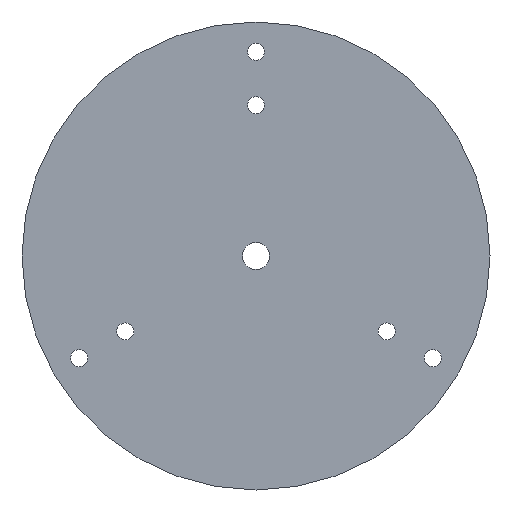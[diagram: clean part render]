
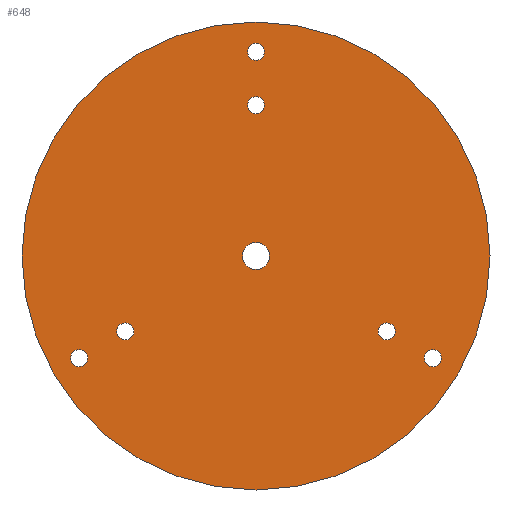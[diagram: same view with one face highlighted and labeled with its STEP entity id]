
A CAD part, front view. The second image highlights one B-rep face of the part: STEP entity #648.
In plain terms, the highlighted planar face has unit normal (0, -1, 0).
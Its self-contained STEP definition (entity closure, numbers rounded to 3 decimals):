
#12 = VERTEX_POINT ( 'NONE', #76 ) ;
#16 = CIRCLE ( 'NONE', #426, 68.75 ) ;
#23 = EDGE_CURVE ( 'NONE', #499, #540, #453, .T. ) ;
#24 = CARTESIAN_POINT ( 'NONE',  ( -51.962, 0., -30. ) ) ;
#26 = CARTESIAN_POINT ( 'NONE',  ( 38.382, 0., -19.66 ) ) ;
#27 = CARTESIAN_POINT ( 'NONE',  ( 0., 0., 0. ) ) ;
#30 = CARTESIAN_POINT ( 'NONE',  ( 0., 0., 60. ) ) ;
#43 = ORIENTED_EDGE ( 'NONE', *, *, #244, .T. ) ;
#47 = ORIENTED_EDGE ( 'NONE', *, *, #495, .T. ) ;
#52 = VERTEX_POINT ( 'NONE', #233 ) ;
#53 = DIRECTION ( 'NONE',  ( 0., 1., 0. ) ) ;
#59 = CIRCLE ( 'NONE', #652, 3.975 ) ;
#60 = VERTEX_POINT ( 'NONE', #89 ) ;
#69 = AXIS2_PLACEMENT_3D ( 'NONE', #678, #227, #98 ) ;
#71 = AXIS2_PLACEMENT_3D ( 'NONE', #24, #574, #79 ) ;
#72 = CARTESIAN_POINT ( 'NONE',  ( -51.962, 0., -30. ) ) ;
#76 = CARTESIAN_POINT ( 'NONE',  ( 0., 0., 3.975 ) ) ;
#77 = CARTESIAN_POINT ( 'NONE',  ( -38.382, 0., -22.16 ) ) ;
#79 = DIRECTION ( 'NONE',  ( 0., 0., 1. ) ) ;
#84 = AXIS2_PLACEMENT_3D ( 'NONE', #463, #350, #357 ) ;
#89 = CARTESIAN_POINT ( 'NONE',  ( 0., 0., 57.5 ) ) ;
#92 = DIRECTION ( 'NONE',  ( 0., 0., 1. ) ) ;
#95 = CARTESIAN_POINT ( 'NONE',  ( 0., 0., 0. ) ) ;
#98 = DIRECTION ( 'NONE',  ( 0., 0., 1. ) ) ;
#101 = AXIS2_PLACEMENT_3D ( 'NONE', #30, #133, #685 ) ;
#103 = EDGE_CURVE ( 'NONE', #52, #60, #605, .T. ) ;
#104 = DIRECTION ( 'NONE',  ( 0., 1., 0. ) ) ;
#107 = EDGE_CURVE ( 'NONE', #506, #393, #182, .T. ) ;
#112 = EDGE_LOOP ( 'NONE', ( #566, #316 ) ) ;
#127 = AXIS2_PLACEMENT_3D ( 'NONE', #243, #352, #92 ) ;
#133 = DIRECTION ( 'NONE',  ( 0., 1., 0. ) ) ;
#137 = ORIENTED_EDGE ( 'NONE', *, *, #667, .T. ) ;
#139 = CARTESIAN_POINT ( 'NONE',  ( 0., 0., 60. ) ) ;
#141 = CARTESIAN_POINT ( 'NONE',  ( 0., 0., -68.75 ) ) ;
#146 = CIRCLE ( 'NONE', #616, 2.5 ) ;
#149 = CIRCLE ( 'NONE', #71, 2.5 ) ;
#150 = CARTESIAN_POINT ( 'NONE',  ( 51.962, 0., -27.5 ) ) ;
#155 = DIRECTION ( 'NONE',  ( 0., 0., 1. ) ) ;
#159 = CARTESIAN_POINT ( 'NONE',  ( 0., 0., 0. ) ) ;
#170 = AXIS2_PLACEMENT_3D ( 'NONE', #293, #400, #346 ) ;
#174 = EDGE_CURVE ( 'NONE', #552, #443, #531, .T. ) ;
#176 = DIRECTION ( 'NONE',  ( 0., 1., 0. ) ) ;
#182 = CIRCLE ( 'NONE', #127, 2.5 ) ;
#187 = FACE_BOUND ( 'NONE', #484, .T. ) ;
#204 = ORIENTED_EDGE ( 'NONE', *, *, #698, .T. ) ;
#205 = VERTEX_POINT ( 'NONE', #141 ) ;
#208 = EDGE_CURVE ( 'NONE', #443, #552, #149, .T. ) ;
#213 = CIRCLE ( 'NONE', #299, 3.975 ) ;
#218 = AXIS2_PLACEMENT_3D ( 'NONE', #72, #415, #523 ) ;
#227 = DIRECTION ( 'NONE',  ( 0., 1., 0. ) ) ;
#229 = CIRCLE ( 'NONE', #368, 2.5 ) ;
#233 = CARTESIAN_POINT ( 'NONE',  ( 0., 0., 62.5 ) ) ;
#236 = DIRECTION ( 'NONE',  ( 0., 1., 0. ) ) ;
#240 = FACE_BOUND ( 'NONE', #600, .T. ) ;
#242 = FACE_BOUND ( 'NONE', #721, .T. ) ;
#243 = CARTESIAN_POINT ( 'NONE',  ( 0., 0., 44.32 ) ) ;
#244 = EDGE_CURVE ( 'NONE', #60, #52, #229, .T. ) ;
#251 = AXIS2_PLACEMENT_3D ( 'NONE', #465, #236, #469 ) ;
#252 = DIRECTION ( 'NONE',  ( 0., 1., 0. ) ) ;
#270 = CARTESIAN_POINT ( 'NONE',  ( -51.962, 0., -27.5 ) ) ;
#274 = ORIENTED_EDGE ( 'NONE', *, *, #602, .T. ) ;
#276 = CIRCLE ( 'NONE', #251, 68.75 ) ;
#293 = CARTESIAN_POINT ( 'NONE',  ( 51.962, 0., -30. ) ) ;
#294 = DIRECTION ( 'NONE',  ( 0., 1., 0. ) ) ;
#299 = AXIS2_PLACEMENT_3D ( 'NONE', #428, #365, #579 ) ;
#302 = FACE_BOUND ( 'NONE', #387, .T. ) ;
#310 = EDGE_LOOP ( 'NONE', ( #489, #43 ) ) ;
#313 = EDGE_LOOP ( 'NONE', ( #450, #608 ) ) ;
#316 = ORIENTED_EDGE ( 'NONE', *, *, #633, .F. ) ;
#319 = ORIENTED_EDGE ( 'NONE', *, *, #691, .T. ) ;
#324 = CARTESIAN_POINT ( 'NONE',  ( 0., 0., 46.82 ) ) ;
#326 = CARTESIAN_POINT ( 'NONE',  ( 0., 0., 44.32 ) ) ;
#335 = VERTEX_POINT ( 'NONE', #505 ) ;
#340 = CIRCLE ( 'NONE', #528, 2.5 ) ;
#342 = ORIENTED_EDGE ( 'NONE', *, *, #174, .T. ) ;
#345 = CARTESIAN_POINT ( 'NONE',  ( 51.962, 0., -32.5 ) ) ;
#346 = DIRECTION ( 'NONE',  ( 0., 0., 1. ) ) ;
#350 = DIRECTION ( 'NONE',  ( 0., 1., 0. ) ) ;
#352 = DIRECTION ( 'NONE',  ( 0., 1., 0. ) ) ;
#357 = DIRECTION ( 'NONE',  ( 0., 0., 1. ) ) ;
#365 = DIRECTION ( 'NONE',  ( 0., 1., 0. ) ) ;
#368 = AXIS2_PLACEMENT_3D ( 'NONE', #139, #104, #494 ) ;
#378 = CARTESIAN_POINT ( 'NONE',  ( -38.382, 0., -24.66 ) ) ;
#380 = EDGE_CURVE ( 'NONE', #205, #335, #16, .T. ) ;
#387 = EDGE_LOOP ( 'NONE', ( #512, #604 ) ) ;
#388 = CIRCLE ( 'NONE', #69, 2.5 ) ;
#393 = VERTEX_POINT ( 'NONE', #324 ) ;
#398 = AXIS2_PLACEMENT_3D ( 'NONE', #421, #645, #587 ) ;
#400 = DIRECTION ( 'NONE',  ( 0., 1., 0. ) ) ;
#402 = CARTESIAN_POINT ( 'NONE',  ( 0., 0., -3.975 ) ) ;
#415 = DIRECTION ( 'NONE',  ( 0., 1., 0. ) ) ;
#421 = CARTESIAN_POINT ( 'NONE',  ( -38.382, 0., -22.16 ) ) ;
#426 = AXIS2_PLACEMENT_3D ( 'NONE', #159, #53, #554 ) ;
#428 = CARTESIAN_POINT ( 'NONE',  ( 0., 0., 0. ) ) ;
#432 = FACE_BOUND ( 'NONE', #610, .T. ) ;
#442 = ORIENTED_EDGE ( 'NONE', *, *, #208, .T. ) ;
#443 = VERTEX_POINT ( 'NONE', #270 ) ;
#447 = AXIS2_PLACEMENT_3D ( 'NONE', #27, #490, #650 ) ;
#450 = ORIENTED_EDGE ( 'NONE', *, *, #703, .T. ) ;
#453 = CIRCLE ( 'NONE', #170, 2.5 ) ;
#459 = CARTESIAN_POINT ( 'NONE',  ( 0., 0., 41.82 ) ) ;
#463 = CARTESIAN_POINT ( 'NONE',  ( 51.962, 0., -30. ) ) ;
#465 = CARTESIAN_POINT ( 'NONE',  ( 0., 0., 0. ) ) ;
#469 = DIRECTION ( 'NONE',  ( 0., 0., 1. ) ) ;
#473 = FACE_BOUND ( 'NONE', #313, .T. ) ;
#483 = EDGE_CURVE ( 'NONE', #540, #499, #617, .T. ) ;
#484 = EDGE_LOOP ( 'NONE', ( #319, #47 ) ) ;
#489 = ORIENTED_EDGE ( 'NONE', *, *, #103, .T. ) ;
#490 = DIRECTION ( 'NONE',  ( 0., 1., 0. ) ) ;
#491 = VERTEX_POINT ( 'NONE', #402 ) ;
#494 = DIRECTION ( 'NONE',  ( 0., 0., 1. ) ) ;
#495 = EDGE_CURVE ( 'NONE', #708, #675, #498, .T. ) ;
#498 = CIRCLE ( 'NONE', #641, 2.5 ) ;
#499 = VERTEX_POINT ( 'NONE', #345 ) ;
#505 = CARTESIAN_POINT ( 'NONE',  ( 0., 0., 68.75 ) ) ;
#506 = VERTEX_POINT ( 'NONE', #459 ) ;
#512 = ORIENTED_EDGE ( 'NONE', *, *, #483, .T. ) ;
#517 = EDGE_CURVE ( 'NONE', #647, #595, #388, .T. ) ;
#523 = DIRECTION ( 'NONE',  ( 0., 0., 1. ) ) ;
#524 = DIRECTION ( 'NONE',  ( 0., 0., 1. ) ) ;
#525 = DIRECTION ( 'NONE',  ( 0., 0., 1. ) ) ;
#527 = FACE_BOUND ( 'NONE', #310, .T. ) ;
#528 = AXIS2_PLACEMENT_3D ( 'NONE', #326, #716, #155 ) ;
#531 = CIRCLE ( 'NONE', #218, 2.5 ) ;
#537 = PLANE ( 'NONE',  #447 ) ;
#539 = DIRECTION ( 'NONE',  ( 0., 0., 1. ) ) ;
#540 = VERTEX_POINT ( 'NONE', #150 ) ;
#552 = VERTEX_POINT ( 'NONE', #594 ) ;
#554 = DIRECTION ( 'NONE',  ( 0., 0., 1. ) ) ;
#566 = ORIENTED_EDGE ( 'NONE', *, *, #380, .F. ) ;
#574 = DIRECTION ( 'NONE',  ( 0., 1., 0. ) ) ;
#579 = DIRECTION ( 'NONE',  ( 0., 0., 1. ) ) ;
#584 = FACE_OUTER_BOUND ( 'NONE', #112, .T. ) ;
#587 = DIRECTION ( 'NONE',  ( 0., 0., 1. ) ) ;
#594 = CARTESIAN_POINT ( 'NONE',  ( -51.962, 0., -32.5 ) ) ;
#595 = VERTEX_POINT ( 'NONE', #26 ) ;
#600 = EDGE_LOOP ( 'NONE', ( #274, #660 ) ) ;
#602 = EDGE_CURVE ( 'NONE', #595, #647, #146, .T. ) ;
#604 = ORIENTED_EDGE ( 'NONE', *, *, #23, .T. ) ;
#605 = CIRCLE ( 'NONE', #101, 2.5 ) ;
#608 = ORIENTED_EDGE ( 'NONE', *, *, #107, .T. ) ;
#610 = EDGE_LOOP ( 'NONE', ( #204, #137 ) ) ;
#616 = AXIS2_PLACEMENT_3D ( 'NONE', #635, #176, #524 ) ;
#617 = CIRCLE ( 'NONE', #84, 2.5 ) ;
#625 = CIRCLE ( 'NONE', #398, 2.5 ) ;
#632 = CARTESIAN_POINT ( 'NONE',  ( 38.382, 0., -24.66 ) ) ;
#633 = EDGE_CURVE ( 'NONE', #335, #205, #276, .T. ) ;
#635 = CARTESIAN_POINT ( 'NONE',  ( 38.382, 0., -22.16 ) ) ;
#641 = AXIS2_PLACEMENT_3D ( 'NONE', #77, #294, #525 ) ;
#645 = DIRECTION ( 'NONE',  ( 0., 1., 0. ) ) ;
#647 = VERTEX_POINT ( 'NONE', #632 ) ;
#648 = ADVANCED_FACE ( 'NONE', ( #527, #187, #302, #240, #473, #242, #584, #432 ), #537, .F. ) ;
#650 = DIRECTION ( 'NONE',  ( 0., 0., 1. ) ) ;
#652 = AXIS2_PLACEMENT_3D ( 'NONE', #95, #252, #539 ) ;
#660 = ORIENTED_EDGE ( 'NONE', *, *, #517, .T. ) ;
#667 = EDGE_CURVE ( 'NONE', #12, #491, #213, .T. ) ;
#675 = VERTEX_POINT ( 'NONE', #699 ) ;
#678 = CARTESIAN_POINT ( 'NONE',  ( 38.382, 0., -22.16 ) ) ;
#685 = DIRECTION ( 'NONE',  ( 0., 0., 1. ) ) ;
#691 = EDGE_CURVE ( 'NONE', #675, #708, #625, .T. ) ;
#698 = EDGE_CURVE ( 'NONE', #491, #12, #59, .T. ) ;
#699 = CARTESIAN_POINT ( 'NONE',  ( -38.382, 0., -19.66 ) ) ;
#703 = EDGE_CURVE ( 'NONE', #393, #506, #340, .T. ) ;
#708 = VERTEX_POINT ( 'NONE', #378 ) ;
#716 = DIRECTION ( 'NONE',  ( 0., 1., 0. ) ) ;
#721 = EDGE_LOOP ( 'NONE', ( #442, #342 ) ) ;
